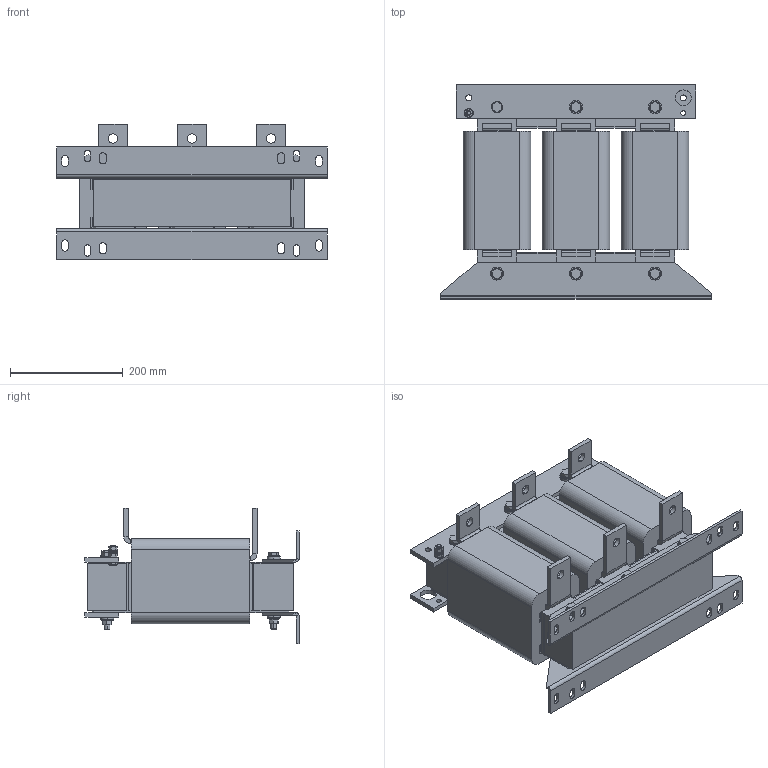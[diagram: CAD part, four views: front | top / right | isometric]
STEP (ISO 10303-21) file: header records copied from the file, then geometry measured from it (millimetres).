
FILE_DESCRIPTION (( 'STEP AP214' ), '1' );
FILE_NAME ('959612.STEP', '2024-10-14T11:46:25', ( '' ), ( '' ), 'SwSTEP 2.0', 'SolidWorks 2022', '' );
FILE_SCHEMA (( 'AUTOMOTIVE_DESIGN' ));
Length unit declared in the file: millimetre
Products named in the file (1): 959612
Bounding box: 480 x 379.4 x 239.5 mm (x, y, z)
Volume: 16863601.4 mm3; surface area: 929327.4 mm2
Topology: 1 solids, 1 shells, 647 faces, 1752 edges, 1138 vertices
Faces by surface type: plane 449, cylinder 152, cone 32, torus 12, bspline 2
Entity records: 20681 total; most frequent: CARTESIAN_POINT 3966, ORIENTED_EDGE 3500, DIRECTION 3413, EDGE_CURVE 1750, VECTOR 1251, LINE 1251, VERTEX_POINT 1138, AXIS2_PLACEMENT_3D 1081
